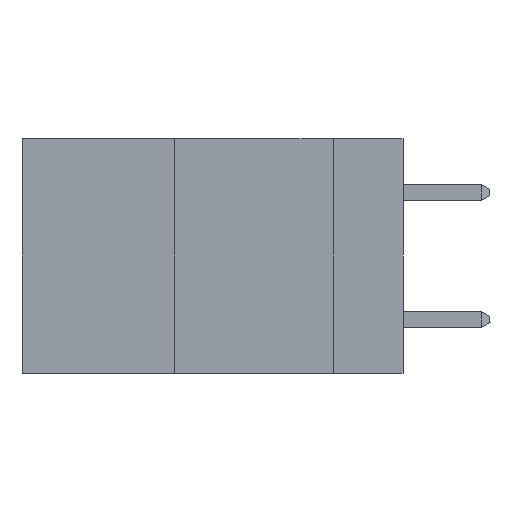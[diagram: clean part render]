
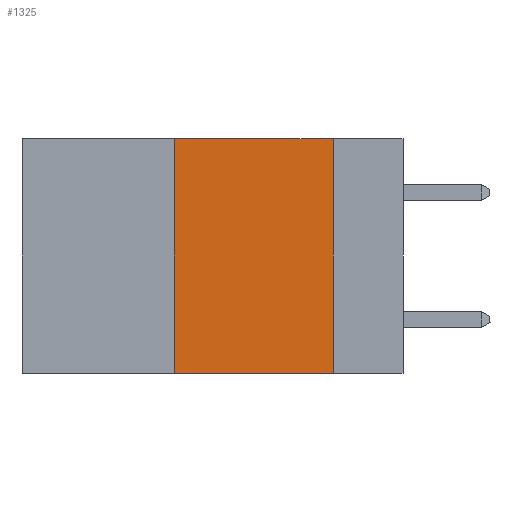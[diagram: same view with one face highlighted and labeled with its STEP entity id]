
A CAD part, left-side view. The second image highlights one B-rep face of the part: STEP entity #1325.
In plain terms, the highlighted planar face has unit normal (-1, 0, 0).
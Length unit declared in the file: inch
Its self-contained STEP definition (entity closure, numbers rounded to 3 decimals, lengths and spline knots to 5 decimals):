
#514 = CARTESIAN_POINT ( 'NONE',  ( 0., 0.36, 0. ) ) ;
#585 = LINE ( 'NONE', #10637, #18345 ) ;
#686 = DIRECTION ( 'NONE',  ( 0., 0., -1. ) ) ;
#1135 = DIRECTION ( 'NONE',  ( 1., 0., 0. ) ) ;
#1325 = ADVANCED_FACE ( 'NONE', ( #14613 ), #4518, .F. ) ;
#1365 = AXIS2_PLACEMENT_3D ( 'NONE', #7471, #1135, #686 ) ;
#2018 = EDGE_CURVE ( 'NONE', #12747, #13290, #14053, .T. ) ;
#3502 = ORIENTED_EDGE ( 'NONE', *, *, #11024, .F. ) ;
#3813 = ORIENTED_EDGE ( 'NONE', *, *, #14939, .T. ) ;
#4428 = DIRECTION ( 'NONE',  ( 0., -1., 0. ) ) ;
#4518 = PLANE ( 'NONE',  #1365 ) ;
#4647 = CARTESIAN_POINT ( 'NONE',  ( 0., 0.6, -0.37 ) ) ;
#5634 = CARTESIAN_POINT ( 'NONE',  ( 0., 0.11, 0. ) ) ;
#6089 = CARTESIAN_POINT ( 'NONE',  ( 0., 0.36, -0.37 ) ) ;
#7471 = CARTESIAN_POINT ( 'NONE',  ( 0., 0.6, 0. ) ) ;
#8026 = VECTOR ( 'NONE', #8919, 39.37008 ) ;
#8919 = DIRECTION ( 'NONE',  ( 0., 0., 1. ) ) ;
#10637 = CARTESIAN_POINT ( 'NONE',  ( 0., 0.11, 0. ) ) ;
#11024 = EDGE_CURVE ( 'NONE', #15689, #12747, #16457, .T. ) ;
#11095 = DIRECTION ( 'NONE',  ( 0., -1., 0. ) ) ;
#11157 = VECTOR ( 'NONE', #4428, 39.37008 ) ;
#12025 = ORIENTED_EDGE ( 'NONE', *, *, #2018, .F. ) ;
#12724 = CARTESIAN_POINT ( 'NONE',  ( 0., 0.36, 0. ) ) ;
#12747 = VERTEX_POINT ( 'NONE', #12724 ) ;
#13290 = VERTEX_POINT ( 'NONE', #5634 ) ;
#13783 = VECTOR ( 'NONE', #11095, 39.37008 ) ;
#14053 = LINE ( 'NONE', #21114, #13783 ) ;
#14613 = FACE_OUTER_BOUND ( 'NONE', #17245, .T. ) ;
#14675 = EDGE_CURVE ( 'NONE', #13290, #20599, #585, .T. ) ;
#14939 = EDGE_CURVE ( 'NONE', #15689, #20599, #15655, .T. ) ;
#15600 = DIRECTION ( 'NONE',  ( 0., 0., -1. ) ) ;
#15655 = LINE ( 'NONE', #4647, #11157 ) ;
#15689 = VERTEX_POINT ( 'NONE', #6089 ) ;
#16457 = LINE ( 'NONE', #514, #8026 ) ;
#17245 = EDGE_LOOP ( 'NONE', ( #19254, #12025, #3502, #3813 ) ) ;
#18345 = VECTOR ( 'NONE', #15600, 39.37008 ) ;
#19254 = ORIENTED_EDGE ( 'NONE', *, *, #14675, .F. ) ;
#20599 = VERTEX_POINT ( 'NONE', #20700 ) ;
#20700 = CARTESIAN_POINT ( 'NONE',  ( 0., 0.11, -0.37 ) ) ;
#21114 = CARTESIAN_POINT ( 'NONE',  ( 0., 0.6, 0. ) ) ;
